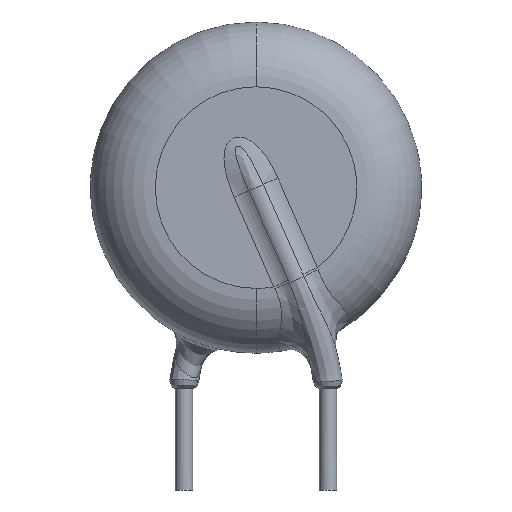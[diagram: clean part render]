
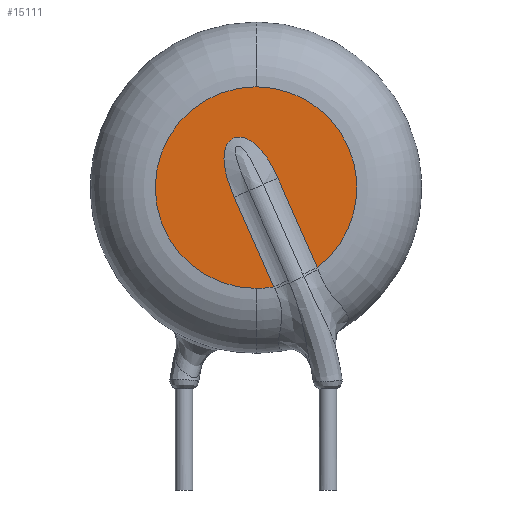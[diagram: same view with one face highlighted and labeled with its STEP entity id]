
A CAD part, front view. The second image highlights one B-rep face of the part: STEP entity #15111.
In plain terms, the highlighted planar face has unit normal (0, -1, 0).
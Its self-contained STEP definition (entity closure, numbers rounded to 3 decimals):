
#139 = CARTESIAN_POINT ( 'NONE',  ( 0., -2.25, 7. ) ) ;
#698 = CARTESIAN_POINT ( 'NONE',  ( -0.685, -2.25, 8.748 ) ) ;
#781 = CARTESIAN_POINT ( 'NONE',  ( -0.857, -2.25, 8.676 ) ) ;
#863 = CARTESIAN_POINT ( 'NONE',  ( -1.016, -2.25, 7.36 ) ) ;
#997 = VECTOR ( 'NONE', #11782, 1000. ) ;
#1000 = B_SPLINE_CURVE_WITH_KNOTS ( 'NONE', 3,
 ( #12378, #13724, #8374, #863, #2139, #14922, #3327, #1980, #12460, #12303, #16351, #10861, #781, #698, #3485, #5916, #4681, #8460, #9910, #15086, #6001, #13811, #7029, #13636 ),
 .UNSPECIFIED., .F., .F.,
 ( 4, 2, 2, 2, 2, 2, 2, 2, 2, 2, 2, 4 ),
 ( 0., 0.001, 0.001, 0.001, 0.002, 0.002, 0.002, 0.002, 0.003, 0.003, 0.004, 0.004 ),
 .UNSPECIFIED. ) ;
#1658 = ORIENTED_EDGE ( 'NONE', *, *, #5757, .F. ) ;
#1812 = CARTESIAN_POINT ( 'NONE',  ( 0., -2.25, 10.5 ) ) ;
#1980 = CARTESIAN_POINT ( 'NONE',  ( -1.115, -2.25, 8.09 ) ) ;
#2139 = CARTESIAN_POINT ( 'NONE',  ( -1.064, -2.25, 7.54 ) ) ;
#2304 = ORIENTED_EDGE ( 'NONE', *, *, #6890, .T. ) ;
#2487 = EDGE_CURVE ( 'NONE', #13917, #15860, #2645, .T. ) ;
#2645 = LINE ( 'NONE', #14319, #16455 ) ;
#2761 = EDGE_LOOP ( 'NONE', ( #13106, #2304, #1658, #12833, #8907, #15841 ) ) ;
#3327 = CARTESIAN_POINT ( 'NONE',  ( -1.113, -2.25, 7.905 ) ) ;
#3485 = CARTESIAN_POINT ( 'NONE',  ( -0.588, -2.25, 8.757 ) ) ;
#3569 = CIRCLE ( 'NONE', #4925, 3.5 ) ;
#3658 = DIRECTION ( 'NONE',  ( 0., 1., 0. ) ) ;
#4086 = CARTESIAN_POINT ( 'NONE',  ( 0.611, -2.25, 3.554 ) ) ;
#4087 = DIRECTION ( 'NONE',  ( 0., 0., 1. ) ) ;
#4469 = DIRECTION ( 'NONE',  ( 0., 1., 0. ) ) ;
#4601 = CARTESIAN_POINT ( 'NONE',  ( 0., -2.25, 7. ) ) ;
#4681 = CARTESIAN_POINT ( 'NONE',  ( -0.314, -2.25, 8.693 ) ) ;
#4925 = AXIS2_PLACEMENT_3D ( 'NONE', #7067, #4469, #12017 ) ;
#5430 = CIRCLE ( 'NONE', #12738, 3.5 ) ;
#5565 = VERTEX_POINT ( 'NONE', #7125 ) ;
#5593 = DIRECTION ( 'NONE',  ( 0., 1., 0. ) ) ;
#5693 = DIRECTION ( 'NONE',  ( 0., 0., 1. ) ) ;
#5757 = EDGE_CURVE ( 'NONE', #13073, #7538, #6077, .T. ) ;
#5763 = PLANE ( 'NONE',  #11702 ) ;
#5916 = CARTESIAN_POINT ( 'NONE',  ( -0.402, -2.25, 8.728 ) ) ;
#6001 = CARTESIAN_POINT ( 'NONE',  ( 0.414, -2.25, 7.992 ) ) ;
#6077 = CIRCLE ( 'NONE', #15551, 3.5 ) ;
#6636 = CARTESIAN_POINT ( 'NONE',  ( 2.129, -2.25, 4.222 ) ) ;
#6890 = EDGE_CURVE ( 'NONE', #5565, #7538, #12116, .T. ) ;
#7029 = CARTESIAN_POINT ( 'NONE',  ( 0.684, -2.25, 7.505 ) ) ;
#7067 = CARTESIAN_POINT ( 'NONE',  ( 0., -2.25, 7. ) ) ;
#7125 = CARTESIAN_POINT ( 'NONE',  ( 0.759, -2.25, 7.334 ) ) ;
#7278 = CARTESIAN_POINT ( 'NONE',  ( -0.759, -2.25, 6.666 ) ) ;
#7538 = VERTEX_POINT ( 'NONE', #6636 ) ;
#7589 = CARTESIAN_POINT ( 'NONE',  ( 0., -2.25, 7. ) ) ;
#7864 = DIRECTION ( 'NONE',  ( -0.403, 0., 0.915 ) ) ;
#8374 = CARTESIAN_POINT ( 'NONE',  ( -0.901, -2.25, 7.008 ) ) ;
#8460 = CARTESIAN_POINT ( 'NONE',  ( -0.069, -2.25, 8.558 ) ) ;
#8483 = CARTESIAN_POINT ( 'NONE',  ( 0., -2.25, 3.5 ) ) ;
#8907 = ORIENTED_EDGE ( 'NONE', *, *, #14753, .F. ) ;
#9910 = CARTESIAN_POINT ( 'NONE',  ( 0.069, -2.25, 8.428 ) ) ;
#9999 = FACE_OUTER_BOUND ( 'NONE', #2761, .T. ) ;
#10246 = EDGE_CURVE ( 'NONE', #15860, #5565, #1000, .T. ) ;
#10861 = CARTESIAN_POINT ( 'NONE',  ( -0.931, -2.25, 8.611 ) ) ;
#11702 = AXIS2_PLACEMENT_3D ( 'NONE', #7589, #3658, #12785 ) ;
#11782 = DIRECTION ( 'NONE',  ( 0.403, 0., -0.915 ) ) ;
#11984 = DIRECTION ( 'NONE',  ( 0., 1., 0. ) ) ;
#12017 = DIRECTION ( 'NONE',  ( 0., 0., 1. ) ) ;
#12116 = LINE ( 'NONE', #14294, #997 ) ;
#12283 = VERTEX_POINT ( 'NONE', #8483 ) ;
#12303 = CARTESIAN_POINT ( 'NONE',  ( -1.068, -2.25, 8.366 ) ) ;
#12378 = CARTESIAN_POINT ( 'NONE',  ( -0.759, -2.25, 6.666 ) ) ;
#12460 = CARTESIAN_POINT ( 'NONE',  ( -1.108, -2.25, 8.184 ) ) ;
#12526 = EDGE_CURVE ( 'NONE', #12283, #13073, #5430, .T. ) ;
#12738 = AXIS2_PLACEMENT_3D ( 'NONE', #4601, #11984, #5693 ) ;
#12785 = DIRECTION ( 'NONE',  ( 0., 0., 1. ) ) ;
#12833 = ORIENTED_EDGE ( 'NONE', *, *, #12526, .F. ) ;
#13073 = VERTEX_POINT ( 'NONE', #1812 ) ;
#13106 = ORIENTED_EDGE ( 'NONE', *, *, #10246, .T. ) ;
#13636 = CARTESIAN_POINT ( 'NONE',  ( 0.759, -2.25, 7.334 ) ) ;
#13724 = CARTESIAN_POINT ( 'NONE',  ( -0.834, -2.25, 6.836 ) ) ;
#13811 = CARTESIAN_POINT ( 'NONE',  ( 0.601, -2.25, 7.671 ) ) ;
#13917 = VERTEX_POINT ( 'NONE', #4086 ) ;
#14294 = CARTESIAN_POINT ( 'NONE',  ( 0.759, -2.25, 7.334 ) ) ;
#14319 = CARTESIAN_POINT ( 'NONE',  ( -0.759, -2.25, 6.666 ) ) ;
#14753 = EDGE_CURVE ( 'NONE', #13917, #12283, #3569, .T. ) ;
#14922 = CARTESIAN_POINT ( 'NONE',  ( -1.105, -2.25, 7.813 ) ) ;
#15086 = CARTESIAN_POINT ( 'NONE',  ( 0.309, -2.25, 8.147 ) ) ;
#15111 = ADVANCED_FACE ( 'NONE', ( #9999 ), #5763, .F. ) ;
#15551 = AXIS2_PLACEMENT_3D ( 'NONE', #139, #5593, #4087 ) ;
#15841 = ORIENTED_EDGE ( 'NONE', *, *, #2487, .T. ) ;
#15860 = VERTEX_POINT ( 'NONE', #7278 ) ;
#16351 = CARTESIAN_POINT ( 'NONE',  ( -1.035, -2.25, 8.456 ) ) ;
#16455 = VECTOR ( 'NONE', #7864, 1000. ) ;
